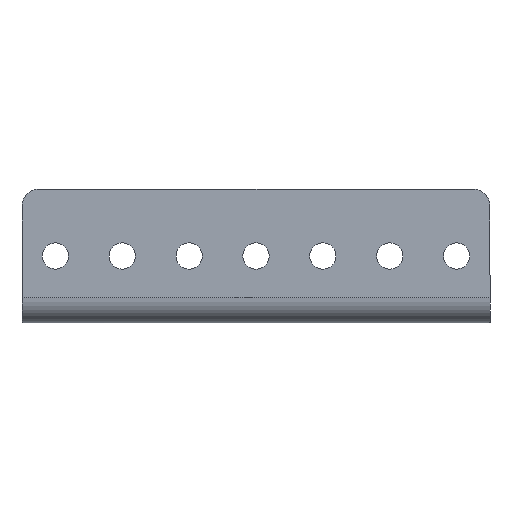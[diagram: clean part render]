
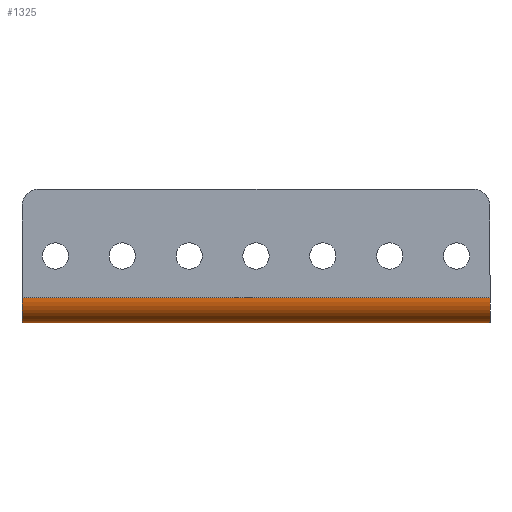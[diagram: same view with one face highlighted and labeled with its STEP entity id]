
A CAD part, front view. The second image highlights one B-rep face of the part: STEP entity #1325.
In plain terms, the highlighted cylindrical face has radius 4.763 mm (diameter 9.525 mm), a partial arc.
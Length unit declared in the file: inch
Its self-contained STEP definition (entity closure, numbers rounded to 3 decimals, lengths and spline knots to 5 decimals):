
#33 = VERTEX_POINT ( 'NONE', #1000 ) ;
#118 = B_SPLINE_CURVE_WITH_KNOTS ( 'NONE', 3,
 ( #1103, #1848, #1691, #929, #1122, #1555 ),
 .UNSPECIFIED., .F., .F.,
 ( 4, 2, 4 ),
 ( 0., 0.5, 1. ),
 .UNSPECIFIED. ) ;
#136 = DIRECTION ( 'NONE',  ( -1., 0., 0. ) ) ;
#144 = CARTESIAN_POINT ( 'NONE',  ( 1.74951, 0.16188, -0.9983 ) ) ;
#145 = VECTOR ( 'NONE', #1265, 39.37008 ) ;
#171 = CARTESIAN_POINT ( 'NONE',  ( 1.75, 0.1875, -0.8125 ) ) ;
#174 = CARTESIAN_POINT ( 'NONE',  ( 0., 0.1875, -1. ) ) ;
#190 = DIRECTION ( 'NONE',  ( 0., 0., 1. ) ) ;
#231 = VERTEX_POINT ( 'NONE', #758 ) ;
#258 = DIRECTION ( 'NONE',  ( -1., 0., 0. ) ) ;
#310 = VECTOR ( 'NONE', #341, 39.37008 ) ;
#337 = AXIS2_PLACEMENT_3D ( 'NONE', #1894, #258, #393 ) ;
#341 = DIRECTION ( 'NONE',  ( 1., 0., 0. ) ) ;
#393 = DIRECTION ( 'NONE',  ( 0., 0., 1. ) ) ;
#481 = CARTESIAN_POINT ( 'NONE',  ( 1.75, 0., -0.8125 ) ) ;
#491 = AXIS2_PLACEMENT_3D ( 'NONE', #171, #1919, #190 ) ;
#537 = CARTESIAN_POINT ( 'NONE',  ( 1.7498, 0.15457, -0.99735 ) ) ;
#548 = CARTESIAN_POINT ( 'NONE',  ( -1.75, 0., -0.8125 ) ) ;
#558 = VERTEX_POINT ( 'NONE', #481 ) ;
#580 = CARTESIAN_POINT ( 'NONE',  ( 1.74876, 0.17134, -0.99936 ) ) ;
#619 = ORIENTED_EDGE ( 'NONE', *, *, #947, .F. ) ;
#655 = VERTEX_POINT ( 'NONE', #767 ) ;
#667 = CARTESIAN_POINT ( 'NONE',  ( 0., 0., -0.8125 ) ) ;
#674 = EDGE_CURVE ( 'NONE', #231, #1213, #1815, .T. ) ;
#679 = LINE ( 'NONE', #667, #145 ) ;
#714 = CARTESIAN_POINT ( 'NONE',  ( 1.75, 0.1449, -0.9951 ) ) ;
#758 = CARTESIAN_POINT ( 'NONE',  ( -1.74667, 0.1875, -1. ) ) ;
#767 = CARTESIAN_POINT ( 'NONE',  ( -1.75, 0.1449, -0.9951 ) ) ;
#809 = EDGE_CURVE ( 'NONE', #655, #927, #1921, .T. ) ;
#813 = ORIENTED_EDGE ( 'NONE', *, *, #809, .F. ) ;
#821 = EDGE_CURVE ( 'NONE', #33, #1213, #1566, .T. ) ;
#927 = VERTEX_POINT ( 'NONE', #548 ) ;
#929 = CARTESIAN_POINT ( 'NONE',  ( -1.74951, 0.16187, -0.9983 ) ) ;
#947 = EDGE_CURVE ( 'NONE', #558, #33, #1176, .T. ) ;
#971 = CARTESIAN_POINT ( 'NONE',  ( 1.74667, 0.1875, -1. ) ) ;
#998 = EDGE_LOOP ( 'NONE', ( #619, #1449, #813, #1794, #1412, #1669 ) ) ;
#1000 = CARTESIAN_POINT ( 'NONE',  ( 1.75, 0.1449, -0.9951 ) ) ;
#1103 = CARTESIAN_POINT ( 'NONE',  ( -1.74667, 0.1875, -1. ) ) ;
#1122 = CARTESIAN_POINT ( 'NONE',  ( -1.7498, 0.15458, -0.99735 ) ) ;
#1176 = CIRCLE ( 'NONE', #491, 0.1875 ) ;
#1213 = VERTEX_POINT ( 'NONE', #971 ) ;
#1265 = DIRECTION ( 'NONE',  ( 1., 0., 0. ) ) ;
#1271 = CYLINDRICAL_SURFACE ( 'NONE', #337, 0.1875 ) ;
#1325 = ADVANCED_FACE ( 'NONE', ( #1756 ), #1271, .T. ) ;
#1412 = ORIENTED_EDGE ( 'NONE', *, *, #674, .T. ) ;
#1438 = CARTESIAN_POINT ( 'NONE',  ( -1.75, 0.1875, -0.8125 ) ) ;
#1449 = ORIENTED_EDGE ( 'NONE', *, *, #1910, .F. ) ;
#1465 = DIRECTION ( 'NONE',  ( 0., 0., 1. ) ) ;
#1555 = CARTESIAN_POINT ( 'NONE',  ( -1.75, 0.1449, -0.9951 ) ) ;
#1566 = B_SPLINE_CURVE_WITH_KNOTS ( 'NONE', 3,
 ( #714, #537, #144, #580, #1896, #1759 ),
 .UNSPECIFIED., .F., .F.,
 ( 4, 2, 4 ),
 ( 0., 0.5, 1. ),
 .UNSPECIFIED. ) ;
#1669 = ORIENTED_EDGE ( 'NONE', *, *, #821, .F. ) ;
#1691 = CARTESIAN_POINT ( 'NONE',  ( -1.74876, 0.17134, -0.99936 ) ) ;
#1731 = AXIS2_PLACEMENT_3D ( 'NONE', #1438, #136, #1465 ) ;
#1756 = FACE_OUTER_BOUND ( 'NONE', #998, .T. ) ;
#1759 = CARTESIAN_POINT ( 'NONE',  ( 1.74667, 0.1875, -1. ) ) ;
#1788 = EDGE_CURVE ( 'NONE', #231, #655, #118, .T. ) ;
#1794 = ORIENTED_EDGE ( 'NONE', *, *, #1788, .F. ) ;
#1815 = LINE ( 'NONE', #174, #310 ) ;
#1848 = CARTESIAN_POINT ( 'NONE',  ( -1.74794, 0.17829, -1. ) ) ;
#1894 = CARTESIAN_POINT ( 'NONE',  ( 3.50773, 0.1875, -0.8125 ) ) ;
#1896 = CARTESIAN_POINT ( 'NONE',  ( 1.74794, 0.1783, -1. ) ) ;
#1910 = EDGE_CURVE ( 'NONE', #927, #558, #679, .T. ) ;
#1919 = DIRECTION ( 'NONE',  ( 1., 0., 0. ) ) ;
#1921 = CIRCLE ( 'NONE', #1731, 0.1875 ) ;
